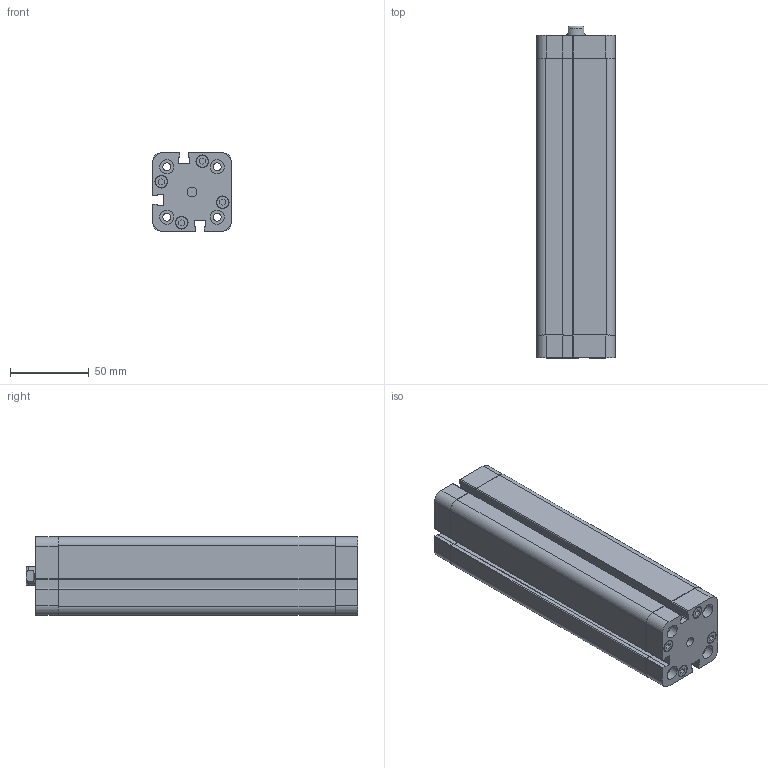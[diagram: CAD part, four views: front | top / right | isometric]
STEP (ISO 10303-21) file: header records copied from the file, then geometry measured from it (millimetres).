
FILE_DESCRIPTION((''),'2;1');
FILE_NAME('ADM032.160.GS.F.stp','2011-07-27T15:40:12',('Administrator'),(''),'Autodesk Inventor 2012','Autodesk Inventor 2012','');
FILE_SCHEMA(('AUTOMOTIVE_DESIGN { 1 0 10303 214 1 1 1 1 }'));
Length unit declared in the file: millimetre
Products named in the file (1): ADM032.160.GS.F
Bounding box: 50.1 x 210.5 x 50.1 mm (x, y, z)
Volume: 460558 mm3; surface area: 68919.7 mm2
Topology: 1 solids, 1 shells, 297 faces, 771 edges, 514 vertices
Faces by surface type: plane 176, cylinder 119, cone 1, torus 1
Full cylindrical faces by diameter (mm): 4.917 x5, 6 x1, 6.25 x1, 7.5 x8, 8 x8, 8.566 x2, 9 x8, 12 x1, 13.6 x1
Entity records: 9290 total; most frequent: CARTESIAN_POINT 1580, DIRECTION 1566, ORIENTED_EDGE 1460, EDGE_CURVE 730, AXIS2_PLACEMENT_3D 540, VERTEX_POINT 510, VECTOR 486, LINE 486
